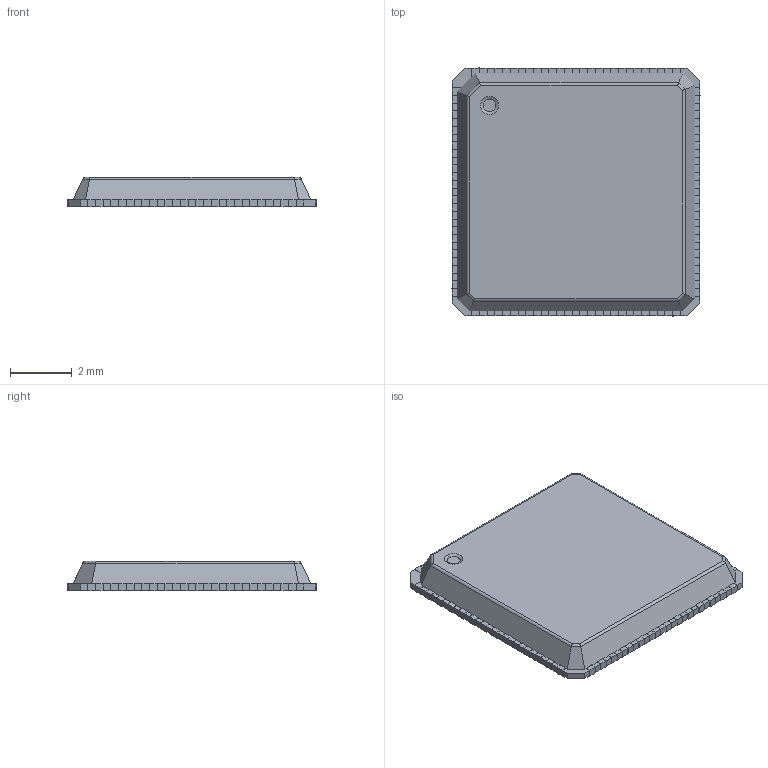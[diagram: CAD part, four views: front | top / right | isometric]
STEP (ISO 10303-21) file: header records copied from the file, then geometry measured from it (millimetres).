
FILE_DESCRIPTION(('FreeCAD Model'),'2;1');
FILE_NAME('User Library-QFN56 (8x8).step', '2018-09-24T23:15:43',('kicad StepUp'),('ksu MCAD'), 'Open CASCADE STEP processor 7.2','FreeCAD','Unknown');
FILE_SCHEMA(('AUTOMOTIVE_DESIGN_CC2 { 1 2 10303 214 -1 1 5 4 }'));
Length unit declared in the file: millimetre
Products named in the file (1): User_Library-QFN56_(8x8)
Bounding box: 8.03 x 8.03 x 0.95 mm (x, y, z)
Volume: 53.2 mm3; surface area: 148.6 mm2
Topology: 1 solids, 1 shells, 500 faces, 1480 edges, 984 vertices
Faces by surface type: plane 416, cylinder 82, cone 2
Entity records: 20007 total; most frequent: CARTESIAN_POINT 2989, ORIENTED_EDGE 2960, DIRECTION 2626, EDGE_CURVE 1480, LINE 1320, VECTOR 1320, VERTEX_POINT 984, AXIS2_PLACEMENT_3D 653
